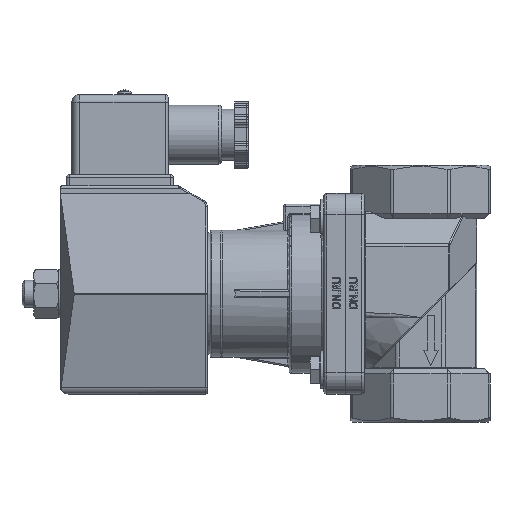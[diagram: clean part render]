
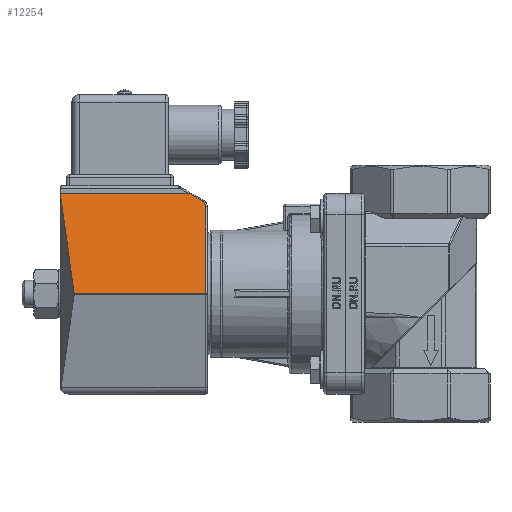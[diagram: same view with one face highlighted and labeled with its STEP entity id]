
A CAD part, left-side view. The second image highlights one B-rep face of the part: STEP entity #12254.
In plain terms, the highlighted planar face has unit normal (-0.972, 0, 0.236).
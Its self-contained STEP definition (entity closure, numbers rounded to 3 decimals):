
#465=ELLIPSE('',#12826,2.572,2.5);
#469=ELLIPSE('',#12847,4.243,0.5);
#823=PLANE('',#13332);
#1312=FACE_OUTER_BOUND('',#2061,.T.);
#2061=EDGE_LOOP('',(#9266,#9267,#9268,#9269,#9270,#9271,#9272));
#2471=LINE('',#17387,#3383);
#2473=LINE('',#17421,#3385);
#2476=LINE('',#17430,#3388);
#2618=LINE('',#18310,#3530);
#2666=LINE('',#18486,#3578);
#3383=VECTOR('',#14062,10.);
#3385=VECTOR('',#14072,10.);
#3388=VECTOR('',#14081,10.);
#3530=VECTOR('',#14813,10.);
#3578=VECTOR('',#15021,10.);
#4800=VERTEX_POINT('',#17380);
#4802=VERTEX_POINT('',#17385);
#4804=VERTEX_POINT('',#17415);
#4805=VERTEX_POINT('',#17420);
#4807=VERTEX_POINT('',#17426);
#4819=VERTEX_POINT('',#17463);
#5009=VERTEX_POINT('',#18308);
#5878=EDGE_CURVE('',#4802,#4800,#2471,.T.);
#5881=EDGE_CURVE('',#4804,#4802,#465,.T.);
#5883=EDGE_CURVE('',#4805,#4804,#2473,.T.);
#5888=EDGE_CURVE('',#4800,#4807,#2476,.T.);
#5906=EDGE_CURVE('',#4819,#4805,#469,.T.);
#6217=EDGE_CURVE('',#4819,#5009,#2618,.T.);
#6305=EDGE_CURVE('',#5009,#4807,#2666,.T.);
#9266=ORIENTED_EDGE('',*,*,#5883,.F.);
#9267=ORIENTED_EDGE('',*,*,#5906,.F.);
#9268=ORIENTED_EDGE('',*,*,#6217,.T.);
#9269=ORIENTED_EDGE('',*,*,#6305,.T.);
#9270=ORIENTED_EDGE('',*,*,#5888,.F.);
#9271=ORIENTED_EDGE('',*,*,#5878,.F.);
#9272=ORIENTED_EDGE('',*,*,#5881,.F.);
#12254=ADVANCED_FACE('',(#1312),#823,.T.);
#12826=AXIS2_PLACEMENT_3D('',#17417,#14066,#14067);
#12847=AXIS2_PLACEMENT_3D('',#17465,#14120,#14121);
#13332=AXIS2_PLACEMENT_3D('',#20071,#15583,#15584);
#14062=DIRECTION('',(-0.236,0.,-0.972));
#14066=DIRECTION('center_axis',(0.972,0.,-0.236));
#14067=DIRECTION('ref_axis',(0.236,0.,0.972));
#14072=DIRECTION('',(-0.12,-0.86,-0.496));
#14081=DIRECTION('',(0.,1.,0.));
#14120=DIRECTION('center_axis',(-0.972,0.,0.236));
#14121=DIRECTION('ref_axis',(-0.115,-0.872,-0.476));
#14813=DIRECTION('',(0.,1.,0.));
#15021=DIRECTION('',(-0.234,-0.135,-0.963));
#15583=DIRECTION('center_axis',(-0.972,0.,0.236));
#15584=DIRECTION('ref_axis',(0.236,0.,0.972));
#17380=CARTESIAN_POINT('',(-31.567,80.2,0.118));
#17385=CARTESIAN_POINT('',(-23.718,80.2,32.478));
#17387=CARTESIAN_POINT('',(-30.718,80.2,3.619));
#17415=CARTESIAN_POINT('',(-23.193,81.45,34.643));
#17417=CARTESIAN_POINT('Origin',(-23.718,82.7,32.478));
#17420=CARTESIAN_POINT('',(-22.489,86.473,37.543));
#17421=CARTESIAN_POINT('',(-24.751,70.324,28.22));
#17426=CARTESIAN_POINT('',(-31.567,129.465,0.118));
#17430=CARTESIAN_POINT('',(-31.567,79.7,0.118));
#17463=CARTESIAN_POINT('',(-22.5,86.602,37.5));
#17465=CARTESIAN_POINT('Origin',(-22.,90.173,39.561));
#18308=CARTESIAN_POINT('',(-22.5,134.7,37.5));
#18310=CARTESIAN_POINT('',(-22.5,79.7,37.5));
#18486=CARTESIAN_POINT('',(-23.67,134.024,32.675));
#20071=CARTESIAN_POINT('Origin',(-31.595,79.7,0.));
